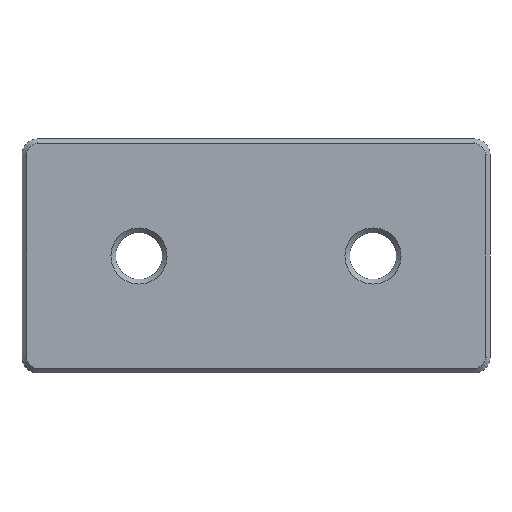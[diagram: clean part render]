
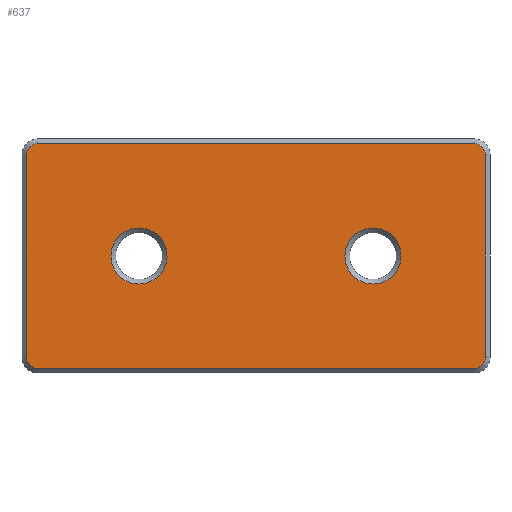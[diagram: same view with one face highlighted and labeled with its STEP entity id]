
A CAD part, front view. The second image highlights one B-rep face of the part: STEP entity #637.
In plain terms, the highlighted planar face has unit normal (0, -1, 0).
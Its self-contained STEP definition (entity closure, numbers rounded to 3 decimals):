
#21=FACE_BOUND('',#92,.T.);
#22=FACE_BOUND('',#93,.T.);
#26=PLANE('',#695);
#50=FACE_OUTER_BOUND('',#91,.T.);
#91=EDGE_LOOP('',(#445,#446,#447,#448,#449,#450,#451,#452));
#92=EDGE_LOOP('',(#453));
#93=EDGE_LOOP('',(#454));
#137=LINE('',#974,#203);
#138=LINE('',#978,#204);
#139=LINE('',#982,#205);
#140=LINE('',#985,#206);
#203=VECTOR('',#773,10.);
#204=VECTOR('',#776,10.);
#205=VECTOR('',#779,10.);
#206=VECTOR('',#782,10.);
#268=CIRCLE('',#692,3.6);
#271=CIRCLE('',#696,1.4);
#272=CIRCLE('',#697,1.4);
#273=CIRCLE('',#698,1.4);
#274=CIRCLE('',#699,1.4);
#275=CIRCLE('',#700,3.6);
#294=VERTEX_POINT('',#962);
#297=VERTEX_POINT('',#970);
#298=VERTEX_POINT('',#971);
#299=VERTEX_POINT('',#973);
#300=VERTEX_POINT('',#975);
#301=VERTEX_POINT('',#977);
#302=VERTEX_POINT('',#979);
#303=VERTEX_POINT('',#981);
#304=VERTEX_POINT('',#983);
#305=VERTEX_POINT('',#986);
#348=EDGE_CURVE('',#294,#294,#268,.T.);
#352=EDGE_CURVE('',#297,#298,#271,.T.);
#353=EDGE_CURVE('',#299,#297,#137,.T.);
#354=EDGE_CURVE('',#300,#299,#272,.T.);
#355=EDGE_CURVE('',#301,#300,#138,.T.);
#356=EDGE_CURVE('',#302,#301,#273,.T.);
#357=EDGE_CURVE('',#303,#302,#139,.T.);
#358=EDGE_CURVE('',#304,#303,#274,.T.);
#359=EDGE_CURVE('',#298,#304,#140,.T.);
#360=EDGE_CURVE('',#305,#305,#275,.T.);
#445=ORIENTED_EDGE('',*,*,#352,.F.);
#446=ORIENTED_EDGE('',*,*,#353,.F.);
#447=ORIENTED_EDGE('',*,*,#354,.F.);
#448=ORIENTED_EDGE('',*,*,#355,.F.);
#449=ORIENTED_EDGE('',*,*,#356,.F.);
#450=ORIENTED_EDGE('',*,*,#357,.F.);
#451=ORIENTED_EDGE('',*,*,#358,.F.);
#452=ORIENTED_EDGE('',*,*,#359,.F.);
#453=ORIENTED_EDGE('',*,*,#360,.F.);
#454=ORIENTED_EDGE('',*,*,#348,.F.);
#637=ADVANCED_FACE('',(#50,#21,#22),#26,.T.);
#692=AXIS2_PLACEMENT_3D('',#963,#762,#763);
#695=AXIS2_PLACEMENT_3D('',#969,#769,#770);
#696=AXIS2_PLACEMENT_3D('',#972,#771,#772);
#697=AXIS2_PLACEMENT_3D('',#976,#774,#775);
#698=AXIS2_PLACEMENT_3D('',#980,#777,#778);
#699=AXIS2_PLACEMENT_3D('',#984,#780,#781);
#700=AXIS2_PLACEMENT_3D('',#987,#783,#784);
#762=DIRECTION('center_axis',(0.,-1.,0.));
#763=DIRECTION('ref_axis',(0.,0.,1.));
#769=DIRECTION('center_axis',(0.,-1.,0.));
#770=DIRECTION('ref_axis',(0.,0.,-1.));
#771=DIRECTION('center_axis',(0.,1.,0.));
#772=DIRECTION('ref_axis',(0.707,0.,-0.707));
#773=DIRECTION('',(0.,0.,-1.));
#774=DIRECTION('center_axis',(0.,1.,0.));
#775=DIRECTION('ref_axis',(0.707,0.,0.707));
#776=DIRECTION('',(1.,0.,0.));
#777=DIRECTION('center_axis',(0.,1.,0.));
#778=DIRECTION('ref_axis',(-0.707,0.,0.707));
#779=DIRECTION('',(0.,0.,1.));
#780=DIRECTION('center_axis',(0.,1.,0.));
#781=DIRECTION('ref_axis',(-0.707,0.,-0.707));
#782=DIRECTION('',(-1.,0.,0.));
#783=DIRECTION('center_axis',(0.,-1.,0.));
#784=DIRECTION('ref_axis',(0.,0.,1.));
#962=CARTESIAN_POINT('',(15.,-11.525,-3.6));
#963=CARTESIAN_POINT('Origin',(15.,-11.525,0.));
#969=CARTESIAN_POINT('Origin',(0.,-11.525,0.));
#970=CARTESIAN_POINT('',(29.4,-11.525,-13.));
#971=CARTESIAN_POINT('',(28.,-11.525,-14.4));
#972=CARTESIAN_POINT('Origin',(28.,-11.525,-13.));
#973=CARTESIAN_POINT('',(29.4,-11.525,13.));
#974=CARTESIAN_POINT('',(29.4,-11.525,7.5));
#975=CARTESIAN_POINT('',(28.,-11.525,14.4));
#976=CARTESIAN_POINT('Origin',(28.,-11.525,13.));
#977=CARTESIAN_POINT('',(-28.,-11.525,14.4));
#978=CARTESIAN_POINT('',(-15.,-11.525,14.4));
#979=CARTESIAN_POINT('',(-29.4,-11.525,13.));
#980=CARTESIAN_POINT('Origin',(-28.,-11.525,13.));
#981=CARTESIAN_POINT('',(-29.4,-11.525,-13.));
#982=CARTESIAN_POINT('',(-29.4,-11.525,-7.5));
#983=CARTESIAN_POINT('',(-28.,-11.525,-14.4));
#984=CARTESIAN_POINT('Origin',(-28.,-11.525,-13.));
#985=CARTESIAN_POINT('',(15.,-11.525,-14.4));
#986=CARTESIAN_POINT('',(-15.,-11.525,-3.6));
#987=CARTESIAN_POINT('Origin',(-15.,-11.525,0.));
